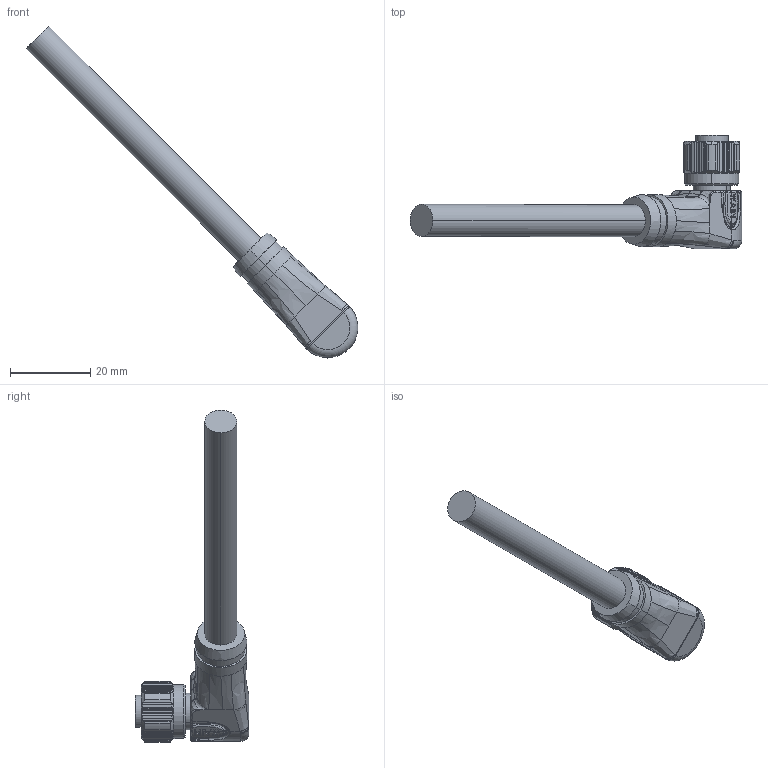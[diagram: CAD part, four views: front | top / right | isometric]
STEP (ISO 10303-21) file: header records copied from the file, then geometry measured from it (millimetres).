
FILE_DESCRIPTION((''),'2;1');
FILE_NAME('ASM0026_SW0001','2023-03-27T',('yp.zhu'),(''),'PRO/ENGINEER BY PARAMETRIC TECHNOLOGY CORPORATION, 2012480','PRO/ENGINEER BY PARAMETRIC TECHNOLOGY CORPORATION, 2012480','');
FILE_SCHEMA(('CONFIG_CONTROL_DESIGN'));
Length unit declared in the file: inch
Products named in the file (1): ASM0026_SW0001
Bounding box: 82.8 x 28.4 x 82.91 mm (x, y, z)
Volume: 10670.7 mm3; surface area: 6515 mm2
Topology: 1 solids, 1 shells, 1229 faces, 3549 edges, 2314 vertices
Faces by surface type: plane 437, cylinder 239, extrusion 216, cone 181, bspline 108, torus 44, sphere 4
Entity records: 53947 total; most frequent: CARTESIAN_POINT 23956, ORIENTED_EDGE 7034, DIRECTION 5106, EDGE_CURVE 3517, VERTEX_POINT 2314, AXIS2_PLACEMENT_3D 1853, B_SPLINE_CURVE_WITH_KNOTS 1601, VECTOR 1400
